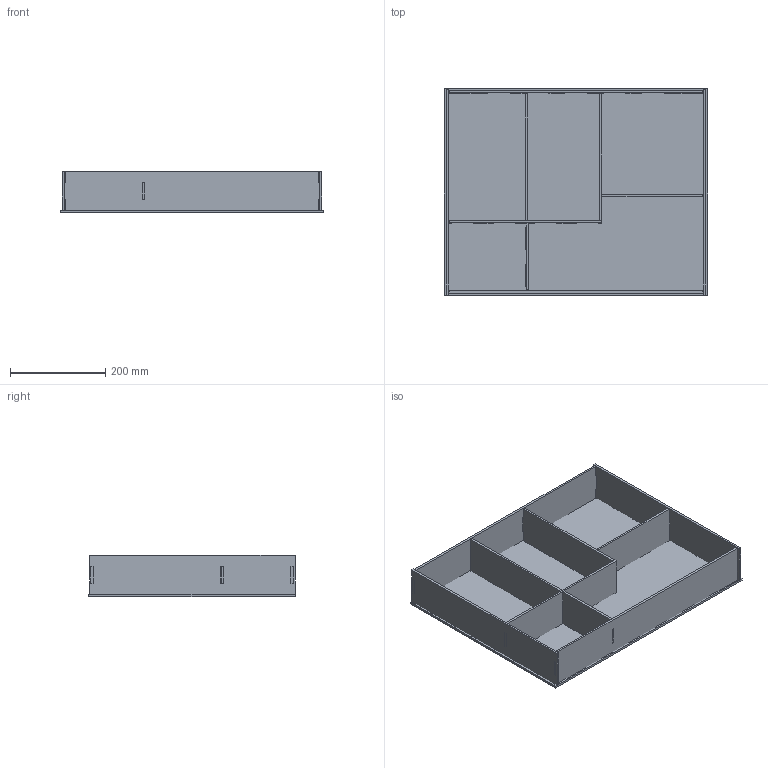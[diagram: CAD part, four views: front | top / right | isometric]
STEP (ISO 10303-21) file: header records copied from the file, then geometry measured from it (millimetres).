
FILE_DESCRIPTION(('FreeCAD Model'),'2;1');
FILE_NAME('Open CASCADE Shape Model','2025-05-03T02:25:03',('FreeCAD'),( 'FreeCAD'),'Open CASCADE STEP processor 7.6','FreeCAD','Unknown');
FILE_SCHEMA(('AUTOMOTIVE_DESIGN { 1 0 10303 214 1 1 1 1 }'));
Length unit declared in the file: millimetre
Products named in the file (1): Open CASCADE STEP translator 7.6 1
Bounding box: 552.79 x 432.88 x 86.12 mm (x, y, z)
Volume: 2304393.6 mm3; surface area: 1062624.3 mm2
Topology: 10 solids, 10 shells, 480 faces, 1380 edges, 920 vertices
Faces by surface type: bspline 480
Entity records: 14212 total; most frequent: CARTESIAN_POINT 5601, ORIENTED_EDGE 2760, EDGE_CURVE 1380, B_SPLINE_CURVE_WITH_KNOTS 1380, VERTEX_POINT 920, FACE_BOUND 588, EDGE_LOOP 588, ADVANCED_FACE 480
